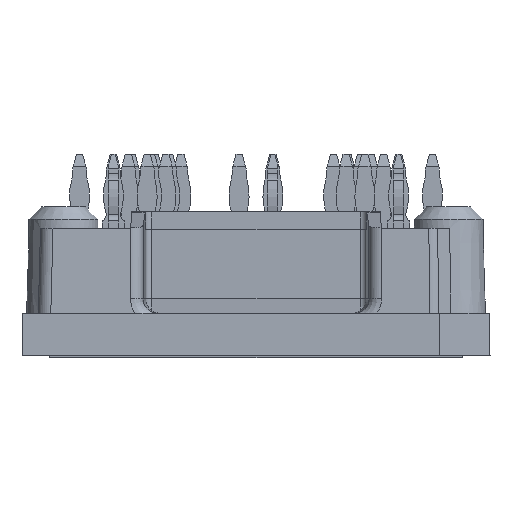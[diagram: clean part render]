
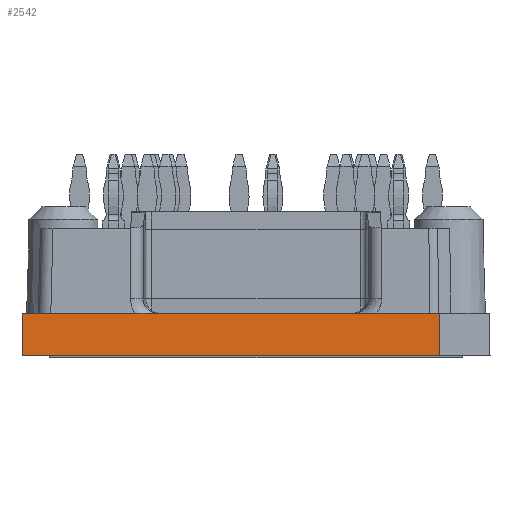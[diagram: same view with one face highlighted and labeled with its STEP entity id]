
A CAD part, left-side view. The second image highlights one B-rep face of the part: STEP entity #2542.
In plain terms, the highlighted planar face has unit normal (-1, 0, 0.018).
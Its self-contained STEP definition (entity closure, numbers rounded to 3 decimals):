
#2542 = ADVANCED_FACE( '', ( #6377 ), #6378, .T. );
#6377 = FACE_OUTER_BOUND( '', #11742, .T. );
#6378 = PLANE( '', #11743 );
#11742 = EDGE_LOOP( '', ( #19717, #19718, #19719, #19720 ) );
#11743 = AXIS2_PLACEMENT_3D( '', #19721, #19722, #19723 );
#19717 = ORIENTED_EDGE( '', *, *, #34150, .T. );
#19718 = ORIENTED_EDGE( '', *, *, #34151, .F. );
#19719 = ORIENTED_EDGE( '', *, *, #34152, .T. );
#19720 = ORIENTED_EDGE( '', *, *, #32324, .T. );
#19721 = CARTESIAN_POINT( '', ( -41., 2.5, 0. ) );
#19722 = DIRECTION( '', ( -1., 0., 0.017 ) );
#19723 = DIRECTION( '', ( 0., 1., 0. ) );
#32324 = EDGE_CURVE( '', #38788, #38789, #38790, .T. );
#34150 = EDGE_CURVE( '', #38789, #41896, #41897, .T. );
#34151 = EDGE_CURVE( '', #41898, #41896, #41899, .T. );
#34152 = EDGE_CURVE( '', #41898, #38788, #41900, .T. );
#38788 = VERTEX_POINT( '', #48288 );
#38789 = VERTEX_POINT( '', #48289 );
#38790 = LINE( '', #48290, #48291 );
#41896 = VERTEX_POINT( '', #52720 );
#41897 = LINE( '', #52721, #52722 );
#41898 = VERTEX_POINT( '', #52723 );
#41899 = LINE( '', #52724, #52725 );
#41900 = LINE( '', #52726, #52727 );
#48288 = CARTESIAN_POINT( '', ( -41., 21.2, 0. ) );
#48289 = CARTESIAN_POINT( '', ( -41., -12.2, 0. ) );
#48290 = CARTESIAN_POINT( '', ( -41., 2.5, 0. ) );
#48291 = VECTOR( '', #61193, 1000. );
#52720 = CARTESIAN_POINT( '', ( -40.941, -12.175, 3.4 ) );
#52721 = CARTESIAN_POINT( '', ( -40.998, -12.199, 0.134 ) );
#52722 = VECTOR( '', #63223, 1000. );
#52723 = CARTESIAN_POINT( '', ( -40.941, 21.141, 3.4 ) );
#52724 = CARTESIAN_POINT( '', ( -40.941, 2.5, 3.4 ) );
#52725 = VECTOR( '', #63224, 1000. );
#52726 = CARTESIAN_POINT( '', ( -40.994, 21.194, 0.326 ) );
#52727 = VECTOR( '', #63225, 1000. );
#61193 = DIRECTION( '', ( 0., -1., 0. ) );
#63223 = DIRECTION( '', ( 0.017, 0.007, 1. ) );
#63224 = DIRECTION( '', ( 0., -1., 0. ) );
#63225 = DIRECTION( '', ( -0.017, 0.017, -1. ) );
